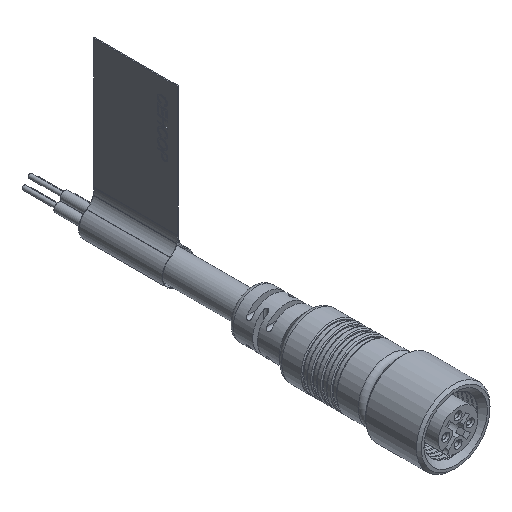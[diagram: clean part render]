
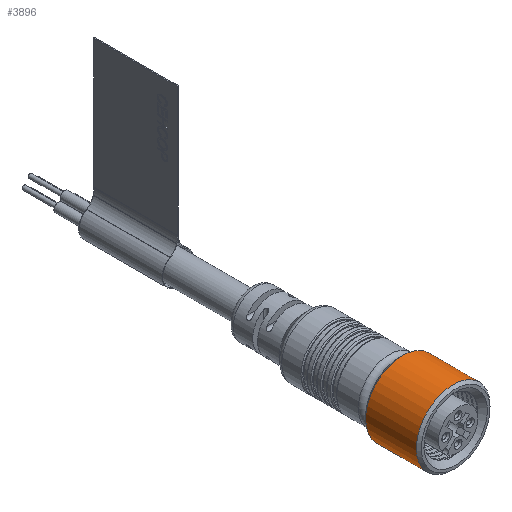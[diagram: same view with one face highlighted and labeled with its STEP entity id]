
A CAD part, isometric view. The second image highlights one B-rep face of the part: STEP entity #3896.
In plain terms, the highlighted cylindrical face has radius 7.5 mm (diameter 15 mm), a full revolution.
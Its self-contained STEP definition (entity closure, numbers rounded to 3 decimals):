
#1095=ORIENTED_EDGE('',*,*,#1848,.F.);
#1096=ORIENTED_EDGE('',*,*,#1847,.T.);
#1847=EDGE_CURVE('',#2277,#2277,#2573,.T.);
#1848=EDGE_CURVE('',#2278,#2278,#2574,.F.);
#2277=VERTEX_POINT('',#6639);
#2278=VERTEX_POINT('',#6642);
#2573=CIRCLE('',#4283,7.5);
#2574=CIRCLE('',#4285,7.5);
#2839=EDGE_LOOP('',(#1095));
#2840=EDGE_LOOP('',(#1096));
#3244=FACE_BOUND('',#2839,.T.);
#3245=FACE_BOUND('',#2840,.T.);
#3513=CYLINDRICAL_SURFACE('',#4284,7.5);
#3896=ADVANCED_FACE('',(#3244,#3245),#3513,.T.);
#4283=AXIS2_PLACEMENT_3D('',#6638,#4999,#5000);
#4284=AXIS2_PLACEMENT_3D('',#6640,#5001,#5002);
#4285=AXIS2_PLACEMENT_3D('',#6641,#5003,#5004);
#4999=DIRECTION('',(1.,0.,0.));
#5000=DIRECTION('',(0.,0.,-1.));
#5001=DIRECTION('',(1.,0.,0.));
#5002=DIRECTION('',(0.,0.,-1.));
#5003=DIRECTION('',(-1.,0.,0.));
#5004=DIRECTION('',(0.,0.,1.));
#6638=CARTESIAN_POINT('',(0.5,0.,0.));
#6639=CARTESIAN_POINT('',(0.5,0.,-7.5));
#6640=CARTESIAN_POINT('',(-0.093,0.,0.));
#6641=CARTESIAN_POINT('',(10.8,0.,0.));
#6642=CARTESIAN_POINT('',(10.8,0.,7.5));
